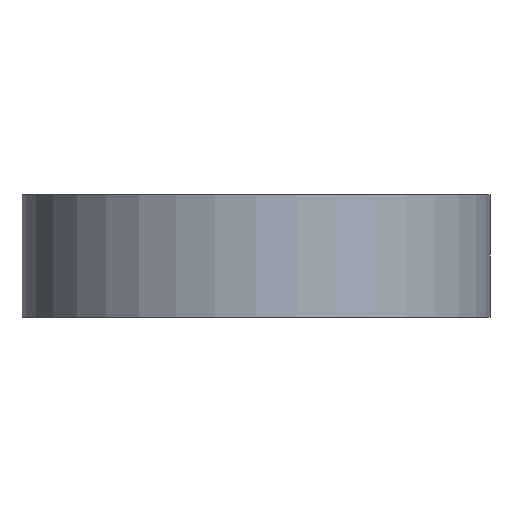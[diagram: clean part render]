
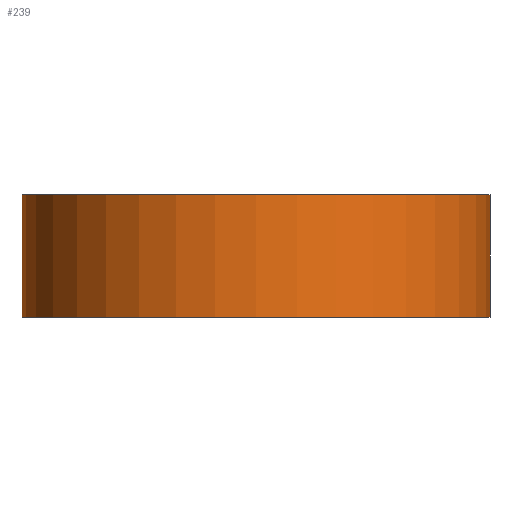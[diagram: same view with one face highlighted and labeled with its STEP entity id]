
A CAD part, front view. The second image highlights one B-rep face of the part: STEP entity #239.
In plain terms, the highlighted cylindrical face has radius 38.1 mm (diameter 76.2 mm), a partial arc.
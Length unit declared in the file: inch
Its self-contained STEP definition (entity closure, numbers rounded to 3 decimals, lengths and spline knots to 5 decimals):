
#1 = CARTESIAN_POINT ( 'NONE',  ( 0., 0., 0. ) ) ;
#8 = DIRECTION ( 'NONE',  ( 0., 0., 1. ) ) ;
#18 = CARTESIAN_POINT ( 'NONE',  ( -1.5, 0., 0. ) ) ;
#19 = ORIENTED_EDGE ( 'NONE', *, *, #552, .T. ) ;
#54 = ORIENTED_EDGE ( 'NONE', *, *, #299, .F. ) ;
#73 = VERTEX_POINT ( 'NONE', #496 ) ;
#79 = EDGE_CURVE ( 'NONE', #527, #536, #448, .T. ) ;
#86 = EDGE_CURVE ( 'NONE', #119, #73, #334, .T. ) ;
#98 = CARTESIAN_POINT ( 'NONE',  ( 0., 0., 0. ) ) ;
#119 = VERTEX_POINT ( 'NONE', #285 ) ;
#137 = DIRECTION ( 'NONE',  ( 1., 0., 0. ) ) ;
#173 = DIRECTION ( 'NONE',  ( 0., 0., 1. ) ) ;
#178 = DIRECTION ( 'NONE',  ( 0., 0., 1. ) ) ;
#180 = CIRCLE ( 'NONE', #464, 1.5 ) ;
#183 = CIRCLE ( 'NONE', #331, 1.5 ) ;
#193 = CARTESIAN_POINT ( 'NONE',  ( 1.5, 0., 0. ) ) ;
#208 = DIRECTION ( 'NONE',  ( 0., 0., 1. ) ) ;
#239 = ADVANCED_FACE ( 'NONE', ( #566 ), #459, .T. ) ;
#285 = CARTESIAN_POINT ( 'NONE',  ( 1.5, 0., -0.7874 ) ) ;
#292 = AXIS2_PLACEMENT_3D ( 'NONE', #98, #8, #311 ) ;
#299 = EDGE_CURVE ( 'NONE', #536, #73, #180, .T. ) ;
#311 = DIRECTION ( 'NONE',  ( 1., 0., 0. ) ) ;
#319 = ORIENTED_EDGE ( 'NONE', *, *, #86, .T. ) ;
#331 = AXIS2_PLACEMENT_3D ( 'NONE', #584, #173, #137 ) ;
#334 = LINE ( 'NONE', #193, #345 ) ;
#345 = VECTOR ( 'NONE', #641, 39.37008 ) ;
#365 = EDGE_LOOP ( 'NONE', ( #426, #19, #319, #54 ) ) ;
#384 = VECTOR ( 'NONE', #178, 39.37008 ) ;
#385 = CARTESIAN_POINT ( 'NONE',  ( -1.5, 0., 0. ) ) ;
#410 = DIRECTION ( 'NONE',  ( 1., 0., 0. ) ) ;
#426 = ORIENTED_EDGE ( 'NONE', *, *, #79, .F. ) ;
#443 = CARTESIAN_POINT ( 'NONE',  ( -1.5, 0., -0.7874 ) ) ;
#448 = LINE ( 'NONE', #385, #384 ) ;
#459 = CYLINDRICAL_SURFACE ( 'NONE', #292, 1.5 ) ;
#464 = AXIS2_PLACEMENT_3D ( 'NONE', #1, #208, #410 ) ;
#496 = CARTESIAN_POINT ( 'NONE',  ( 1.5, 0., 0. ) ) ;
#527 = VERTEX_POINT ( 'NONE', #443 ) ;
#536 = VERTEX_POINT ( 'NONE', #18 ) ;
#552 = EDGE_CURVE ( 'NONE', #527, #119, #183, .T. ) ;
#566 = FACE_OUTER_BOUND ( 'NONE', #365, .T. ) ;
#584 = CARTESIAN_POINT ( 'NONE',  ( 0., 0., -0.7874 ) ) ;
#641 = DIRECTION ( 'NONE',  ( 0., 0., 1. ) ) ;
